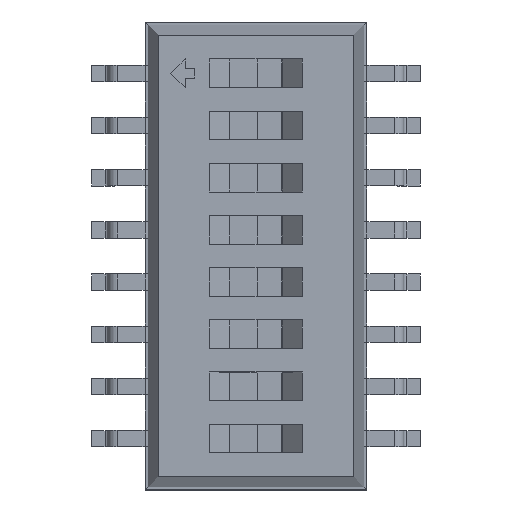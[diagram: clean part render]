
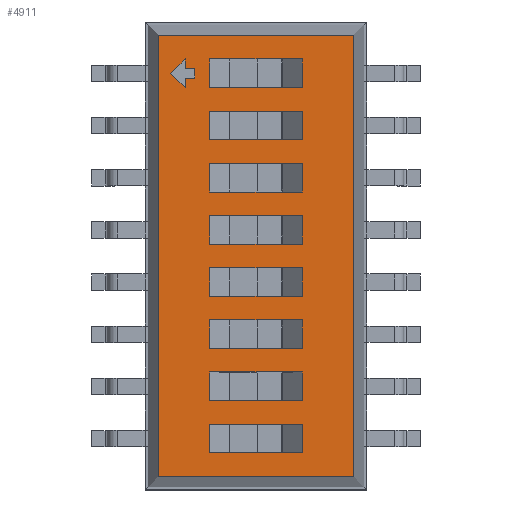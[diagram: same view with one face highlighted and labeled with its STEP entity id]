
A CAD part, top view. The second image highlights one B-rep face of the part: STEP entity #4911.
In plain terms, the highlighted planar face has unit normal (0, 0, 1).
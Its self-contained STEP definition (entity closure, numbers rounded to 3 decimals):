
#27=VECTOR('',#28,1.);
#28=DIRECTION('',(0.,1.,0.));
#34=VECTOR('',#35,1.);
#35=DIRECTION('',(-1.,0.,0.));
#41=VECTOR('',#42,1.);
#42=DIRECTION('',(0.,-1.,0.));
#46=VECTOR('',#47,1.);
#47=DIRECTION('',(1.,0.,0.));
#50=DIRECTION('',(0.,0.,-1.));
#3329=VERTEX_POINT('',#3330);
#3330=CARTESIAN_POINT('',(2.375,5.37,2.6));
#3332=ORIENTED_EDGE('',*,*,#3333,.F.);
#3333=EDGE_CURVE('',#3334,#3329,#3336,.T.);
#3334=VERTEX_POINT('',#3335);
#3335=CARTESIAN_POINT('',(2.375,-5.37,2.6));
#3336=LINE('',#3335,#27);
#4101=VERTEX_POINT('',#4102);
#4102=CARTESIAN_POINT('',(-2.375,5.37,2.6));
#4104=ORIENTED_EDGE('',*,*,#4105,.F.);
#4105=EDGE_CURVE('',#3329,#4101,#4106,.T.);
#4106=LINE('',#3330,#34);
#4139=VERTEX_POINT('',#4140);
#4140=CARTESIAN_POINT('',(-2.375,-5.37,2.6));
#4142=ORIENTED_EDGE('',*,*,#4143,.F.);
#4143=EDGE_CURVE('',#4101,#4139,#4144,.T.);
#4144=LINE('',#4102,#41);
#4906=ORIENTED_EDGE('',*,*,#4907,.F.);
#4907=EDGE_CURVE('',#4139,#3334,#4908,.T.);
#4908=LINE('',#4140,#46);
#4911=ADVANCED_FACE('',(#4912,#4914,#4936,#4958,#4980,#5002,#5024,#5046,#5068,#5090),#5135,.F.);
#4912=FACE_BOUND('',#4913,.F.);
#4913=EDGE_LOOP('',(#3332,#4906,#4142,#4104));
#4914=FACE_BOUND('',#4915,.F.);
#4915=EDGE_LOOP('',(#4916,#4923,#4928,#4933));
#4916=ORIENTED_EDGE('',*,*,#4917,.T.);
#4917=EDGE_CURVE('',#4918,#4920,#4922,.T.);
#4918=VERTEX_POINT('',#4919);
#4919=CARTESIAN_POINT('',(1.125,2.255,2.6));
#4920=VERTEX_POINT('',#4921);
#4921=CARTESIAN_POINT('',(-1.125,2.255,2.6));
#4922=LINE('',#4919,#34);
#4923=ORIENTED_EDGE('',*,*,#4924,.T.);
#4924=EDGE_CURVE('',#4920,#4925,#4927,.T.);
#4925=VERTEX_POINT('',#4926);
#4926=CARTESIAN_POINT('',(-1.125,1.555,2.6));
#4927=LINE('',#4921,#41);
#4928=ORIENTED_EDGE('',*,*,#4929,.T.);
#4929=EDGE_CURVE('',#4925,#4930,#4932,.T.);
#4930=VERTEX_POINT('',#4931);
#4931=CARTESIAN_POINT('',(1.125,1.555,2.6));
#4932=LINE('',#4926,#46);
#4933=ORIENTED_EDGE('',*,*,#4934,.T.);
#4934=EDGE_CURVE('',#4930,#4918,#4935,.T.);
#4935=LINE('',#4931,#27);
#4936=FACE_BOUND('',#4937,.F.);
#4937=EDGE_LOOP('',(#4938,#4945,#4950,#4955));
#4938=ORIENTED_EDGE('',*,*,#4939,.T.);
#4939=EDGE_CURVE('',#4940,#4942,#4944,.T.);
#4940=VERTEX_POINT('',#4941);
#4941=CARTESIAN_POINT('',(-1.125,0.285,2.6));
#4942=VERTEX_POINT('',#4943);
#4943=CARTESIAN_POINT('',(1.125,0.285,2.6));
#4944=LINE('',#4941,#46);
#4945=ORIENTED_EDGE('',*,*,#4946,.T.);
#4946=EDGE_CURVE('',#4942,#4947,#4949,.T.);
#4947=VERTEX_POINT('',#4948);
#4948=CARTESIAN_POINT('',(1.125,0.985,2.6));
#4949=LINE('',#4943,#27);
#4950=ORIENTED_EDGE('',*,*,#4951,.T.);
#4951=EDGE_CURVE('',#4947,#4952,#4954,.T.);
#4952=VERTEX_POINT('',#4953);
#4953=CARTESIAN_POINT('',(-1.125,0.985,2.6));
#4954=LINE('',#4948,#34);
#4955=ORIENTED_EDGE('',*,*,#4956,.T.);
#4956=EDGE_CURVE('',#4952,#4940,#4957,.T.);
#4957=LINE('',#4953,#41);
#4958=FACE_BOUND('',#4959,.F.);
#4959=EDGE_LOOP('',(#4960,#4967,#4972,#4977));
#4960=ORIENTED_EDGE('',*,*,#4961,.T.);
#4961=EDGE_CURVE('',#4962,#4964,#4966,.T.);
#4962=VERTEX_POINT('',#4963);
#4963=CARTESIAN_POINT('',(-1.125,-3.525,2.6));
#4964=VERTEX_POINT('',#4965);
#4965=CARTESIAN_POINT('',(1.125,-3.525,2.6));
#4966=LINE('',#4963,#46);
#4967=ORIENTED_EDGE('',*,*,#4968,.T.);
#4968=EDGE_CURVE('',#4964,#4969,#4971,.T.);
#4969=VERTEX_POINT('',#4970);
#4970=CARTESIAN_POINT('',(1.125,-2.825,2.6));
#4971=LINE('',#4965,#27);
#4972=ORIENTED_EDGE('',*,*,#4973,.T.);
#4973=EDGE_CURVE('',#4969,#4974,#4976,.T.);
#4974=VERTEX_POINT('',#4975);
#4975=CARTESIAN_POINT('',(-1.125,-2.825,2.6));
#4976=LINE('',#4970,#34);
#4977=ORIENTED_EDGE('',*,*,#4978,.T.);
#4978=EDGE_CURVE('',#4974,#4962,#4979,.T.);
#4979=LINE('',#4975,#41);
#4980=FACE_BOUND('',#4981,.F.);
#4981=EDGE_LOOP('',(#4982,#4989,#4994,#4999));
#4982=ORIENTED_EDGE('',*,*,#4983,.T.);
#4983=EDGE_CURVE('',#4984,#4986,#4988,.T.);
#4984=VERTEX_POINT('',#4985);
#4985=CARTESIAN_POINT('',(-1.125,-4.795,2.6));
#4986=VERTEX_POINT('',#4987);
#4987=CARTESIAN_POINT('',(1.125,-4.795,2.6));
#4988=LINE('',#4985,#46);
#4989=ORIENTED_EDGE('',*,*,#4990,.T.);
#4990=EDGE_CURVE('',#4986,#4991,#4993,.T.);
#4991=VERTEX_POINT('',#4992);
#4992=CARTESIAN_POINT('',(1.125,-4.095,2.6));
#4993=LINE('',#4987,#27);
#4994=ORIENTED_EDGE('',*,*,#4995,.T.);
#4995=EDGE_CURVE('',#4991,#4996,#4998,.T.);
#4996=VERTEX_POINT('',#4997);
#4997=CARTESIAN_POINT('',(-1.125,-4.095,2.6));
#4998=LINE('',#4992,#34);
#4999=ORIENTED_EDGE('',*,*,#5000,.T.);
#5000=EDGE_CURVE('',#4996,#4984,#5001,.T.);
#5001=LINE('',#4997,#41);
#5002=FACE_BOUND('',#5003,.F.);
#5003=EDGE_LOOP('',(#5004,#5011,#5016,#5021));
#5004=ORIENTED_EDGE('',*,*,#5005,.T.);
#5005=EDGE_CURVE('',#5006,#5008,#5010,.T.);
#5006=VERTEX_POINT('',#5007);
#5007=CARTESIAN_POINT('',(-1.125,-0.985,2.6));
#5008=VERTEX_POINT('',#5009);
#5009=CARTESIAN_POINT('',(1.125,-0.985,2.6));
#5010=LINE('',#5007,#46);
#5011=ORIENTED_EDGE('',*,*,#5012,.T.);
#5012=EDGE_CURVE('',#5008,#5013,#5015,.T.);
#5013=VERTEX_POINT('',#5014);
#5014=CARTESIAN_POINT('',(1.125,-0.285,2.6));
#5015=LINE('',#5009,#27);
#5016=ORIENTED_EDGE('',*,*,#5017,.T.);
#5017=EDGE_CURVE('',#5013,#5018,#5020,.T.);
#5018=VERTEX_POINT('',#5019);
#5019=CARTESIAN_POINT('',(-1.125,-0.285,2.6));
#5020=LINE('',#5014,#34);
#5021=ORIENTED_EDGE('',*,*,#5022,.T.);
#5022=EDGE_CURVE('',#5018,#5006,#5023,.T.);
#5023=LINE('',#5019,#41);
#5024=FACE_BOUND('',#5025,.F.);
#5025=EDGE_LOOP('',(#5026,#5033,#5038,#5043));
#5026=ORIENTED_EDGE('',*,*,#5027,.T.);
#5027=EDGE_CURVE('',#5028,#5030,#5032,.T.);
#5028=VERTEX_POINT('',#5029);
#5029=CARTESIAN_POINT('',(1.125,-2.255,2.6));
#5030=VERTEX_POINT('',#5031);
#5031=CARTESIAN_POINT('',(1.125,-1.555,2.6));
#5032=LINE('',#5029,#27);
#5033=ORIENTED_EDGE('',*,*,#5034,.T.);
#5034=EDGE_CURVE('',#5030,#5035,#5037,.T.);
#5035=VERTEX_POINT('',#5036);
#5036=CARTESIAN_POINT('',(-1.125,-1.555,2.6));
#5037=LINE('',#5031,#34);
#5038=ORIENTED_EDGE('',*,*,#5039,.T.);
#5039=EDGE_CURVE('',#5035,#5040,#5042,.T.);
#5040=VERTEX_POINT('',#5041);
#5041=CARTESIAN_POINT('',(-1.125,-2.255,2.6));
#5042=LINE('',#5036,#41);
#5043=ORIENTED_EDGE('',*,*,#5044,.T.);
#5044=EDGE_CURVE('',#5040,#5028,#5045,.T.);
#5045=LINE('',#5041,#46);
#5046=FACE_BOUND('',#5047,.F.);
#5047=EDGE_LOOP('',(#5048,#5055,#5060,#5065));
#5048=ORIENTED_EDGE('',*,*,#5049,.T.);
#5049=EDGE_CURVE('',#5050,#5052,#5054,.T.);
#5050=VERTEX_POINT('',#5051);
#5051=CARTESIAN_POINT('',(1.125,4.095,2.6));
#5052=VERTEX_POINT('',#5053);
#5053=CARTESIAN_POINT('',(1.125,4.795,2.6));
#5054=LINE('',#5051,#27);
#5055=ORIENTED_EDGE('',*,*,#5056,.T.);
#5056=EDGE_CURVE('',#5052,#5057,#5059,.T.);
#5057=VERTEX_POINT('',#5058);
#5058=CARTESIAN_POINT('',(-1.125,4.795,2.6));
#5059=LINE('',#5053,#34);
#5060=ORIENTED_EDGE('',*,*,#5061,.T.);
#5061=EDGE_CURVE('',#5057,#5062,#5064,.T.);
#5062=VERTEX_POINT('',#5063);
#5063=CARTESIAN_POINT('',(-1.125,4.095,2.6));
#5064=LINE('',#5058,#41);
#5065=ORIENTED_EDGE('',*,*,#5066,.T.);
#5066=EDGE_CURVE('',#5062,#5050,#5067,.T.);
#5067=LINE('',#5063,#46);
#5068=FACE_BOUND('',#5069,.F.);
#5069=EDGE_LOOP('',(#5070,#5077,#5082,#5087));
#5070=ORIENTED_EDGE('',*,*,#5071,.T.);
#5071=EDGE_CURVE('',#5072,#5074,#5076,.T.);
#5072=VERTEX_POINT('',#5073);
#5073=CARTESIAN_POINT('',(1.125,3.525,2.6));
#5074=VERTEX_POINT('',#5075);
#5075=CARTESIAN_POINT('',(-1.125,3.525,2.6));
#5076=LINE('',#5073,#34);
#5077=ORIENTED_EDGE('',*,*,#5078,.T.);
#5078=EDGE_CURVE('',#5074,#5079,#5081,.T.);
#5079=VERTEX_POINT('',#5080);
#5080=CARTESIAN_POINT('',(-1.125,2.825,2.6));
#5081=LINE('',#5075,#41);
#5082=ORIENTED_EDGE('',*,*,#5083,.T.);
#5083=EDGE_CURVE('',#5079,#5084,#5086,.T.);
#5084=VERTEX_POINT('',#5085);
#5085=CARTESIAN_POINT('',(1.125,2.825,2.6));
#5086=LINE('',#5080,#46);
#5087=ORIENTED_EDGE('',*,*,#5088,.T.);
#5088=EDGE_CURVE('',#5084,#5072,#5089,.T.);
#5089=LINE('',#5085,#27);
#5090=FACE_BOUND('',#5091,.F.);
#5091=EDGE_LOOP('',(#5092,#5099,#5106,#5113,#5118,#5125,#5130));
#5092=ORIENTED_EDGE('',*,*,#5093,.T.);
#5093=EDGE_CURVE('',#5094,#5096,#5098,.T.);
#5094=VERTEX_POINT('',#5095);
#5095=CARTESIAN_POINT('',(-1.725,4.562,2.6));
#5096=VERTEX_POINT('',#5097);
#5097=CARTESIAN_POINT('',(-1.725,4.795,2.6));
#5098=LINE('',#5095,#27);
#5099=ORIENTED_EDGE('',*,*,#5100,.T.);
#5100=EDGE_CURVE('',#5096,#5101,#5103,.T.);
#5101=VERTEX_POINT('',#5102);
#5102=CARTESIAN_POINT('',(-2.075,4.445,2.6));
#5103=LINE('',#5097,#5104);
#5104=VECTOR('',#5105,1.);
#5105=DIRECTION('',(-0.707,-0.707,0.));
#5106=ORIENTED_EDGE('',*,*,#5107,.T.);
#5107=EDGE_CURVE('',#5101,#5108,#5110,.T.);
#5108=VERTEX_POINT('',#5109);
#5109=CARTESIAN_POINT('',(-1.725,4.095,2.6));
#5110=LINE('',#5102,#5111);
#5111=VECTOR('',#5112,1.);
#5112=DIRECTION('',(0.707,-0.707,0.));
#5113=ORIENTED_EDGE('',*,*,#5114,.T.);
#5114=EDGE_CURVE('',#5108,#5115,#5117,.T.);
#5115=VERTEX_POINT('',#5116);
#5116=CARTESIAN_POINT('',(-1.725,4.328,2.6));
#5117=LINE('',#5109,#27);
#5118=ORIENTED_EDGE('',*,*,#5119,.T.);
#5119=EDGE_CURVE('',#5115,#5120,#5122,.T.);
#5120=VERTEX_POINT('',#5121);
#5121=CARTESIAN_POINT('',(-1.492,4.328,2.6));
#5122=LINE('',#5116,#5123);
#5123=VECTOR('',#5124,1.);
#5124=DIRECTION('',(1.,0.,0.));
#5125=ORIENTED_EDGE('',*,*,#5126,.T.);
#5126=EDGE_CURVE('',#5120,#5127,#5129,.T.);
#5127=VERTEX_POINT('',#5128);
#5128=CARTESIAN_POINT('',(-1.492,4.562,2.6));
#5129=LINE('',#5121,#27);
#5130=ORIENTED_EDGE('',*,*,#5131,.T.);
#5131=EDGE_CURVE('',#5127,#5094,#5132,.T.);
#5132=LINE('',#5128,#5133);
#5133=VECTOR('',#5134,1.);
#5134=DIRECTION('',(-1.,0.,0.));
#5135=PLANE('',#5136);
#5136=AXIS2_PLACEMENT_3D('',#3335,#50,#5137);
#5137=DIRECTION('',(-0.404,0.915,0.));
